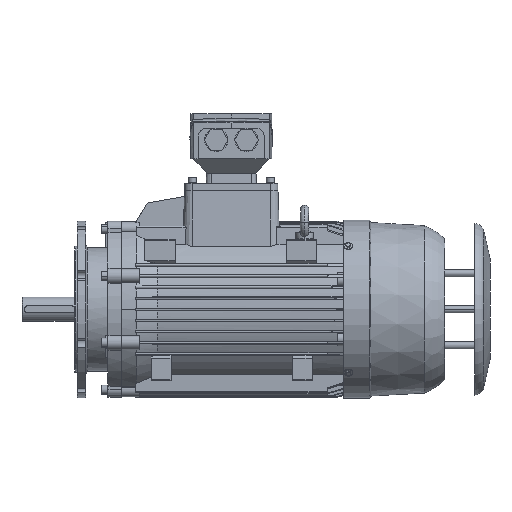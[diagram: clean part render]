
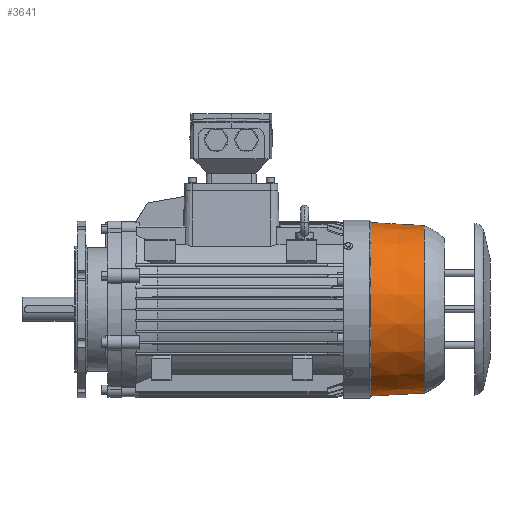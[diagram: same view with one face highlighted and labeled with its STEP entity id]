
A CAD part, front view. The second image highlights one B-rep face of the part: STEP entity #3641.
In plain terms, the highlighted conical face has half-angle 3.225 degrees and reference radius 169 mm.
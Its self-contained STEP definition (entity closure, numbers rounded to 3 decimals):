
#3641=ADVANCED_FACE('',(#8451),#8452,.T.);
#8451=FACE_OUTER_BOUND('',#15215,.T.);
#8452=CONICAL_SURFACE('',#15216,169.0,0.056);
#15215=EDGE_LOOP('',(#24022,#24023,#24024,#24025));
#15216=AXIS2_PLACEMENT_3D('',#24026,#24027,#24028);
#24022=ORIENTED_EDGE('',*,*,#42082,.F.);
#24023=ORIENTED_EDGE('',*,*,#42083,.T.);
#24024=ORIENTED_EDGE('',*,*,#42084,.F.);
#24025=ORIENTED_EDGE('',*,*,#42085,.F.);
#24026=CARTESIAN_POINT('',(548.25,0.0,0.0));
#24027=DIRECTION('',(-1.0,-0.0,0.0));
#24028=DIRECTION('',(0.0,0.0,1.0));
#42082=EDGE_CURVE('',#50589,#50583,#50590,.T.);
#42083=EDGE_CURVE('',#50589,#50591,#50592,.T.);
#42084=EDGE_CURVE('',#50580,#50591,#50593,.T.);
#42085=EDGE_CURVE('',#50583,#50580,#50594,.T.);
#50580=VERTEX_POINT('',#63622);
#50583=VERTEX_POINT('',#63625);
#50589=VERTEX_POINT('',#63631);
#50590=LINE('',#63632,#63633);
#50591=VERTEX_POINT('',#63634);
#50592=CIRCLE('',#63635,172.0);
#50593=LINE('',#63636,#63637);
#50594=CIRCLE('',#63638,166.0);
#63622=CARTESIAN_POINT('',(601.5,0.,-166.0));
#63625=CARTESIAN_POINT('',(601.5,0.0,166.0));
#63631=CARTESIAN_POINT('',(495.0,0.0,172.0));
#63632=CARTESIAN_POINT('',(548.25,0.,169.0));
#63633=VECTOR('',#82593,1.0);
#63634=CARTESIAN_POINT('',(495.0,0.,-172.0));
#63635=AXIS2_PLACEMENT_3D('',#82594,#82595,#82596);
#63636=CARTESIAN_POINT('',(548.25,0.,-169.0));
#63637=VECTOR('',#82597,1.0);
#63638=AXIS2_PLACEMENT_3D('',#82598,#82599,#82600);
#82593=DIRECTION('',(0.998,0.,-0.056));
#82594=CARTESIAN_POINT('',(495.0,0.0,0.0));
#82595=DIRECTION('',(1.0,0.0,-0.0));
#82596=DIRECTION('',(0.0,0.0,1.0));
#82597=DIRECTION('',(-0.998,0.,-0.056));
#82598=CARTESIAN_POINT('',(601.5,0.0,0.0));
#82599=DIRECTION('',(1.0,0.0,-0.0));
#82600=DIRECTION('',(0.0,0.0,1.0));
